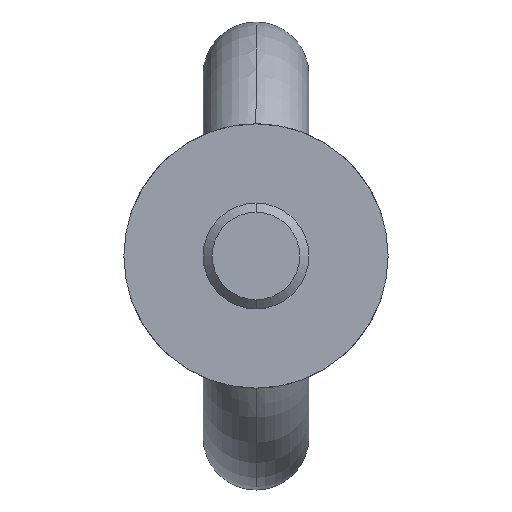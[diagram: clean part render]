
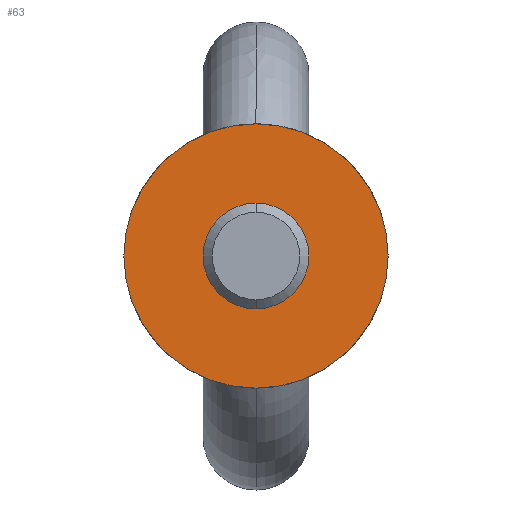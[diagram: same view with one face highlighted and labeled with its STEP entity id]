
A CAD part, front view. The second image highlights one B-rep face of the part: STEP entity #63.
In plain terms, the highlighted planar face has unit normal (0, -1, 0).
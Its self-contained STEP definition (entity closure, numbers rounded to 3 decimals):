
#63=ADVANCED_FACE('',(#99,#100),#101,.T.);
#99=FACE_OUTER_BOUND('',#136,.T.);
#100=FACE_BOUND('',#137,.T.);
#101=PLANE('',#138);
#136=EDGE_LOOP('',(#264,#265));
#137=EDGE_LOOP('',(#266,#267));
#138=AXIS2_PLACEMENT_3D('',#268,#269,#270);
#264=ORIENTED_EDGE('',*,*,#286,.T.);
#265=ORIENTED_EDGE('',*,*,#309,.T.);
#266=ORIENTED_EDGE('',*,*,#288,.F.);
#267=ORIENTED_EDGE('',*,*,#308,.F.);
#268=CARTESIAN_POINT('',(0.0,0.0,11.65));
#269=DIRECTION('',(0.0,-1.0,0.0));
#270=DIRECTION('',(0.0,0.0,-1.0));
#286=EDGE_CURVE('',#328,#335,#337,.T.);
#288=EDGE_CURVE('',#338,#341,#342,.T.);
#308=EDGE_CURVE('',#341,#338,#369,.T.);
#309=EDGE_CURVE('',#335,#328,#370,.T.);
#328=VERTEX_POINT('',#440);
#335=VERTEX_POINT('',#482);
#337=CIRCLE('',#485,17.5);
#338=VERTEX_POINT('',#486);
#341=VERTEX_POINT('',#490);
#342=CIRCLE('',#491,5.8);
#369=CIRCLE('',#542,5.8);
#370=CIRCLE('',#543,17.5);
#440=CARTESIAN_POINT('',(0.0,0.0,17.5));
#482=CARTESIAN_POINT('',(0.,0.0,-17.5));
#485=AXIS2_PLACEMENT_3D('',#570,#571,#572);
#486=CARTESIAN_POINT('',(0.0,0.0,5.8));
#490=CARTESIAN_POINT('',(0.,0.0,-5.8));
#491=AXIS2_PLACEMENT_3D('',#574,#575,#576);
#542=AXIS2_PLACEMENT_3D('',#617,#618,#619);
#543=AXIS2_PLACEMENT_3D('',#620,#621,#622);
#570=CARTESIAN_POINT('',(0.0,0.0,0.0));
#571=DIRECTION('',(0.0,-1.0,0.0));
#572=DIRECTION('',(0.0,0.0,1.0));
#574=CARTESIAN_POINT('',(0.0,0.0,0.0));
#575=DIRECTION('',(0.0,-1.0,0.0));
#576=DIRECTION('',(0.0,0.0,1.0));
#617=CARTESIAN_POINT('',(0.0,0.0,0.0));
#618=DIRECTION('',(0.0,-1.0,0.0));
#619=DIRECTION('',(0.0,0.0,1.0));
#620=CARTESIAN_POINT('',(0.0,0.0,0.0));
#621=DIRECTION('',(0.0,-1.0,0.0));
#622=DIRECTION('',(0.0,0.0,1.0));
